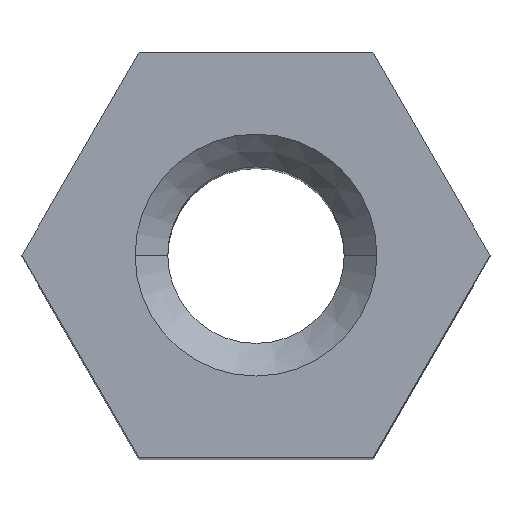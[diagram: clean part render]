
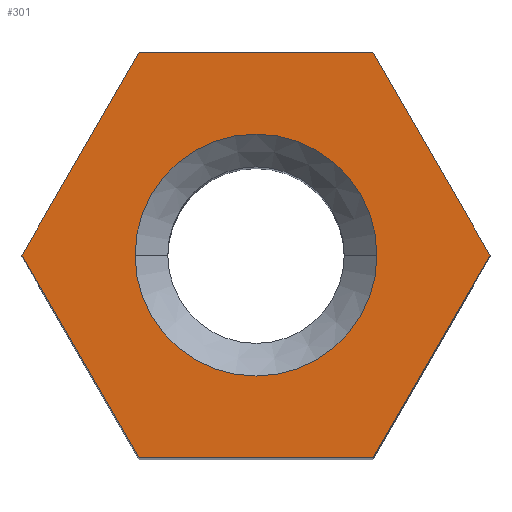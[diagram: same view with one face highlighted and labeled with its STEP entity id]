
A CAD part, top view. The second image highlights one B-rep face of the part: STEP entity #301.
In plain terms, the highlighted planar face has unit normal (0, 0, 1).
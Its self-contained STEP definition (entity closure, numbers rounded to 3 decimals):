
#1 = EDGE_LOOP ( 'NONE', ( #91, #222 ) ) ;
#2 = DIRECTION ( 'NONE',  ( 1., 0., 0. ) ) ;
#3 = LINE ( 'NONE', #172, #51 ) ;
#17 = EDGE_LOOP ( 'NONE', ( #469, #138, #23, #131, #477, #343 ) ) ;
#23 = ORIENTED_EDGE ( 'NONE', *, *, #342, .T. ) ;
#24 = CARTESIAN_POINT ( 'NONE',  ( 1.79, -3.1, 0. ) ) ;
#33 = DIRECTION ( 'NONE',  ( 0.5, 0.866, 0. ) ) ;
#51 = VECTOR ( 'NONE', #176, 1000. ) ;
#54 = VERTEX_POINT ( 'NONE', #143 ) ;
#55 = VERTEX_POINT ( 'NONE', #153 ) ;
#56 = VERTEX_POINT ( 'NONE', #140 ) ;
#59 = CIRCLE ( 'NONE', #288, 1.85 ) ;
#60 = CARTESIAN_POINT ( 'NONE',  ( 1.79, 3.1, 0. ) ) ;
#61 = VERTEX_POINT ( 'NONE', #216 ) ;
#65 = CARTESIAN_POINT ( 'NONE',  ( 0., 0., 0. ) ) ;
#67 = DIRECTION ( 'NONE',  ( -1., 0., 0. ) ) ;
#69 = DIRECTION ( 'NONE',  ( 1., 0., 0. ) ) ;
#79 = DIRECTION ( 'NONE',  ( 0., 0., -1. ) ) ;
#91 = ORIENTED_EDGE ( 'NONE', *, *, #179, .T. ) ;
#108 = VERTEX_POINT ( 'NONE', #371 ) ;
#114 = FACE_OUTER_BOUND ( 'NONE', #17, .T. ) ;
#120 = CARTESIAN_POINT ( 'NONE',  ( 0., 0., 0. ) ) ;
#131 = ORIENTED_EDGE ( 'NONE', *, *, #282, .T. ) ;
#138 = ORIENTED_EDGE ( 'NONE', *, *, #261, .T. ) ;
#140 = CARTESIAN_POINT ( 'NONE',  ( -3.58, 0., 0. ) ) ;
#143 = CARTESIAN_POINT ( 'NONE',  ( 1.85, 0., 0. ) ) ;
#152 = DIRECTION ( 'NONE',  ( 0., 0., 1. ) ) ;
#153 = CARTESIAN_POINT ( 'NONE',  ( 1.79, -3.1, 0. ) ) ;
#155 = CARTESIAN_POINT ( 'NONE',  ( 0., 0., 0. ) ) ;
#157 = PLANE ( 'NONE',  #346 ) ;
#160 = DIRECTION ( 'NONE',  ( 1., 0., 0. ) ) ;
#167 = LINE ( 'NONE', #238, #239 ) ;
#172 = CARTESIAN_POINT ( 'NONE',  ( -1.79, 3.1, 0. ) ) ;
#176 = DIRECTION ( 'NONE',  ( -0.5, -0.866, 0. ) ) ;
#179 = EDGE_CURVE ( 'NONE', #54, #108, #198, .T. ) ;
#187 = LINE ( 'NONE', #60, #280 ) ;
#198 = CIRCLE ( 'NONE', #386, 1.85 ) ;
#199 = EDGE_CURVE ( 'NONE', #108, #54, #59, .T. ) ;
#216 = CARTESIAN_POINT ( 'NONE',  ( 1.79, 3.1, 0. ) ) ;
#222 = ORIENTED_EDGE ( 'NONE', *, *, #199, .T. ) ;
#238 = CARTESIAN_POINT ( 'NONE',  ( 3.58, 0., 0. ) ) ;
#239 = VECTOR ( 'NONE', #243, 1000. ) ;
#243 = DIRECTION ( 'NONE',  ( -0.5, 0.866, 0. ) ) ;
#261 = EDGE_CURVE ( 'NONE', #55, #478, #408, .T. ) ;
#280 = VECTOR ( 'NONE', #67, 1000. ) ;
#282 = EDGE_CURVE ( 'NONE', #61, #337, #187, .T. ) ;
#286 = CARTESIAN_POINT ( 'NONE',  ( -1.79, 3.1, 0. ) ) ;
#288 = AXIS2_PLACEMENT_3D ( 'NONE', #120, #460, #2 ) ;
#300 = FACE_BOUND ( 'NONE', #1, .T. ) ;
#301 = ADVANCED_FACE ( 'NONE', ( #300, #114 ), #157, .T. ) ;
#309 = EDGE_CURVE ( 'NONE', #337, #56, #3, .T. ) ;
#316 = LINE ( 'NONE', #338, #451 ) ;
#317 = DIRECTION ( 'NONE',  ( 0.5, -0.866, 0. ) ) ;
#337 = VERTEX_POINT ( 'NONE', #286 ) ;
#338 = CARTESIAN_POINT ( 'NONE',  ( -3.58, 0., 0. ) ) ;
#342 = EDGE_CURVE ( 'NONE', #478, #61, #167, .T. ) ;
#343 = ORIENTED_EDGE ( 'NONE', *, *, #382, .T. ) ;
#346 = AXIS2_PLACEMENT_3D ( 'NONE', #155, #152, #160 ) ;
#361 = CARTESIAN_POINT ( 'NONE',  ( -1.79, -3.1, 0. ) ) ;
#371 = CARTESIAN_POINT ( 'NONE',  ( -1.85, 0., 0. ) ) ;
#372 = CARTESIAN_POINT ( 'NONE',  ( -1.79, -3.1, 0. ) ) ;
#382 = EDGE_CURVE ( 'NONE', #56, #468, #316, .T. ) ;
#386 = AXIS2_PLACEMENT_3D ( 'NONE', #65, #79, #69 ) ;
#389 = CARTESIAN_POINT ( 'NONE',  ( 3.58, 0., 0. ) ) ;
#397 = VECTOR ( 'NONE', #33, 1000. ) ;
#401 = DIRECTION ( 'NONE',  ( 1., 0., 0. ) ) ;
#408 = LINE ( 'NONE', #24, #397 ) ;
#417 = LINE ( 'NONE', #361, #421 ) ;
#421 = VECTOR ( 'NONE', #401, 1000. ) ;
#451 = VECTOR ( 'NONE', #317, 1000. ) ;
#460 = DIRECTION ( 'NONE',  ( 0., 0., -1. ) ) ;
#467 = EDGE_CURVE ( 'NONE', #468, #55, #417, .T. ) ;
#468 = VERTEX_POINT ( 'NONE', #372 ) ;
#469 = ORIENTED_EDGE ( 'NONE', *, *, #467, .T. ) ;
#477 = ORIENTED_EDGE ( 'NONE', *, *, #309, .T. ) ;
#478 = VERTEX_POINT ( 'NONE', #389 ) ;
